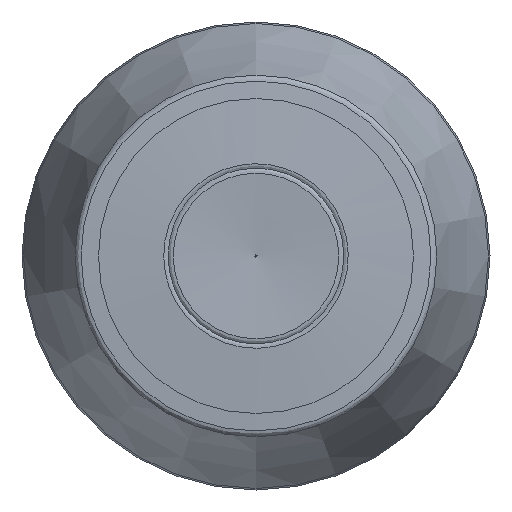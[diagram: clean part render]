
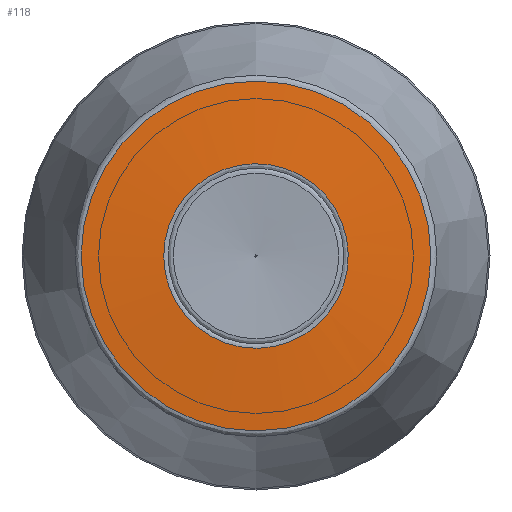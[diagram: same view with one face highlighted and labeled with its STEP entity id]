
A CAD part, left-side view. The second image highlights one B-rep face of the part: STEP entity #118.
In plain terms, the highlighted face is a revolution surface.
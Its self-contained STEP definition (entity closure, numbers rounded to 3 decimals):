
#24=LINE('',#691,#29);
#29=VECTOR('',#582,7.8);
#36=SURFACE_OF_REVOLUTION('',#24,#46);
#46=AXIS1_PLACEMENT('',#692,#583);
#118=ADVANCED_FACE('',(#176,#177),#36,.T.);
#176=FACE_BOUND('',#238,.T.);
#177=FACE_BOUND('',#239,.T.);
#238=EDGE_LOOP('',(#300));
#239=EDGE_LOOP('',(#301));
#300=ORIENTED_EDGE('',*,*,#373,.F.);
#301=ORIENTED_EDGE('',*,*,#371,.T.);
#340=VERTEX_POINT('',#684);
#342=VERTEX_POINT('',#690);
#371=EDGE_CURVE('',#340,#340,#403,.T.);
#373=EDGE_CURVE('',#342,#342,#406,.T.);
#403=CIRCLE('',#463,8.675);
#406=CIRCLE('',#466,16.442);
#463=AXIS2_PLACEMENT_3D('',#683,#573,#574);
#466=AXIS2_PLACEMENT_3D('',#689,#580,#581);
#573=DIRECTION('',(1.,0.,0.));
#574=DIRECTION('',(0.,0.,-1.));
#580=DIRECTION('',(1.,0.,0.));
#581=DIRECTION('',(0.,0.,-1.));
#582=DIRECTION('',(0.07,-0.998,0.));
#583=DIRECTION('',(1.,0.,0.));
#683=CARTESIAN_POINT('',(0.051,0.,0.));
#684=CARTESIAN_POINT('',(0.051,0.,-8.675));
#689=CARTESIAN_POINT('',(0.596,0.,0.));
#690=CARTESIAN_POINT('',(0.596,0.,-16.442));
#691=CARTESIAN_POINT('',(0.051,-8.646,0.7));
#692=CARTESIAN_POINT('',(8.,0.,0.));
